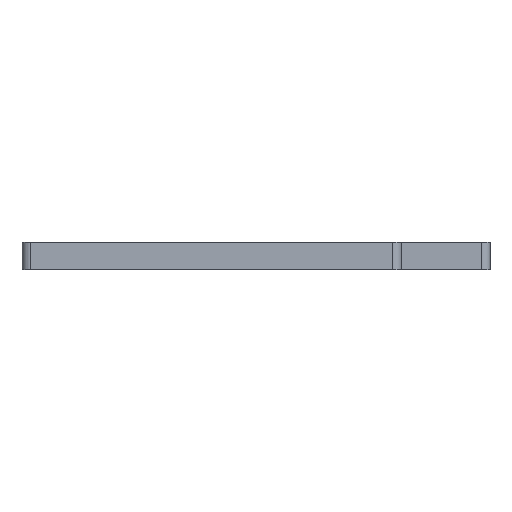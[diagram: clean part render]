
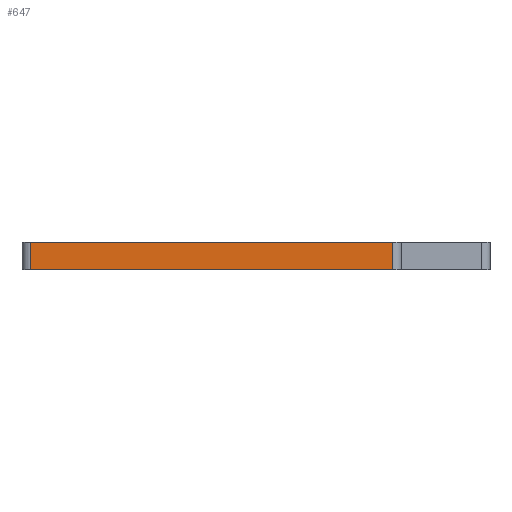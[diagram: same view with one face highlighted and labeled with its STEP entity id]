
A CAD part, front view. The second image highlights one B-rep face of the part: STEP entity #647.
In plain terms, the highlighted planar face has unit normal (0, -1, 0).
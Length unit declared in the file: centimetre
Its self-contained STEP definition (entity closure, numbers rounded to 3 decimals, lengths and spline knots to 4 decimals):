
#64=PLANE('',#709);
#83=FACE_OUTER_BOUND('',#131,.T.);
#131=EDGE_LOOP('',(#519,#520,#521,#522));
#197=LINE('',#991,#237);
#210=LINE('',#1052,#250);
#211=LINE('',#1055,#251);
#212=LINE('',#1056,#252);
#237=VECTOR('',#786,1.);
#250=VECTOR('',#849,1.);
#251=VECTOR('',#852,1.);
#252=VECTOR('',#853,1.);
#324=VERTEX_POINT('',#988);
#325=VERTEX_POINT('',#990);
#347=VERTEX_POINT('',#1048);
#349=VERTEX_POINT('',#1054);
#390=EDGE_CURVE('',#325,#324,#197,.T.);
#421=EDGE_CURVE('',#325,#347,#210,.T.);
#422=EDGE_CURVE('',#349,#324,#211,.T.);
#423=EDGE_CURVE('',#347,#349,#212,.T.);
#519=ORIENTED_EDGE('',*,*,#421,.F.);
#520=ORIENTED_EDGE('',*,*,#390,.T.);
#521=ORIENTED_EDGE('',*,*,#422,.F.);
#522=ORIENTED_EDGE('',*,*,#423,.F.);
#647=ADVANCED_FACE('',(#83),#64,.T.);
#709=AXIS2_PLACEMENT_3D('',#1053,#850,#851);
#786=DIRECTION('',(-1.,0.,0.));
#849=DIRECTION('',(0.,0.,-1.));
#850=DIRECTION('center_axis',(0.,-1.,0.));
#851=DIRECTION('ref_axis',(-1.,0.,0.));
#852=DIRECTION('',(0.,0.,1.));
#853=DIRECTION('',(-1.,0.,0.));
#988=CARTESIAN_POINT('',(-4.9944,-6.172,1.3));
#990=CARTESIAN_POINT('',(3.6056,-6.172,1.3));
#991=CARTESIAN_POINT('',(3.8056,-6.172,1.3));
#1048=CARTESIAN_POINT('',(3.6056,-6.172,0.65));
#1052=CARTESIAN_POINT('',(3.6056,-6.172,1.3));
#1053=CARTESIAN_POINT('Origin',(3.8056,-6.172,1.3));
#1054=CARTESIAN_POINT('',(-4.9944,-6.172,0.65));
#1055=CARTESIAN_POINT('',(-4.9944,-6.172,1.3));
#1056=CARTESIAN_POINT('',(3.8056,-6.172,0.65));
